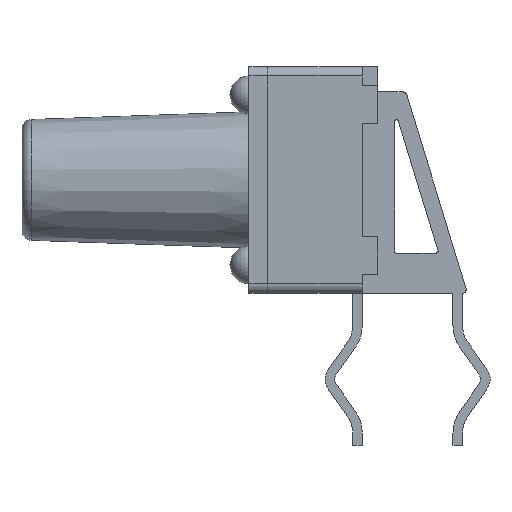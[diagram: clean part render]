
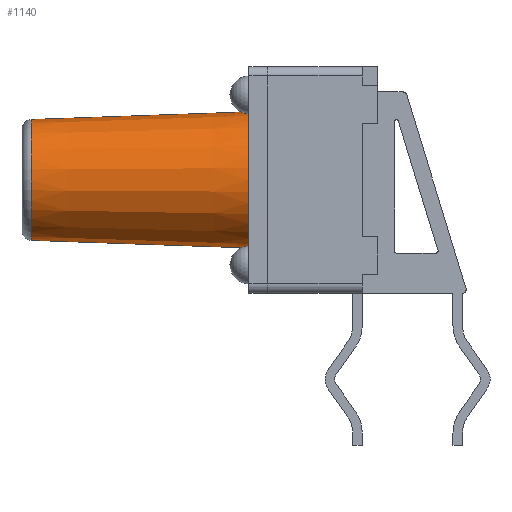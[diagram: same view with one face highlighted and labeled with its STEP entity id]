
A CAD part, left-side view. The second image highlights one B-rep face of the part: STEP entity #1140.
In plain terms, the highlighted conical face has half-angle 2 degrees and reference radius 1.8 mm.
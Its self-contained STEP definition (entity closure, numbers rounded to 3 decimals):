
#115 = DIRECTION ( 'NONE',  ( 0., -0.999, -0.035 ) ) ;
#165 = ORIENTED_EDGE ( 'NONE', *, *, #3566, .T. ) ;
#201 = DIRECTION ( 'NONE',  ( 0., -1., 0. ) ) ;
#463 = VERTEX_POINT ( 'NONE', #7277 ) ;
#891 = DIRECTION ( 'NONE',  ( 0., 0., 1. ) ) ;
#1046 = AXIS2_PLACEMENT_3D ( 'NONE', #4517, #2082, #891 ) ;
#1140 = ADVANCED_FACE ( 'NONE', ( #2209 ), #6293, .T. ) ;
#1171 = DIRECTION ( 'NONE',  ( 0., -0.999, 0.035 ) ) ;
#1236 = LINE ( 'NONE', #7226, #7320 ) ;
#1262 = CARTESIAN_POINT ( 'NONE',  ( 0., 3.4, -1.8 ) ) ;
#1283 = EDGE_CURVE ( 'NONE', #463, #7595, #4961, .T. ) ;
#1556 = AXIS2_PLACEMENT_3D ( 'NONE', #1848, #6094, #2446 ) ;
#1848 = CARTESIAN_POINT ( 'NONE',  ( 0., 3.4, 0. ) ) ;
#2082 = DIRECTION ( 'NONE',  ( 0., -1., 0. ) ) ;
#2209 = FACE_OUTER_BOUND ( 'NONE', #6194, .T. ) ;
#2217 = VERTEX_POINT ( 'NONE', #1262 ) ;
#2446 = DIRECTION ( 'NONE',  ( 0., 0., -1. ) ) ;
#2796 = CIRCLE ( 'NONE', #1556, 1.8 ) ;
#3566 = EDGE_CURVE ( 'NONE', #7595, #2217, #4218, .T. ) ;
#3789 = CARTESIAN_POINT ( 'NONE',  ( 0., 3.4, -1.8 ) ) ;
#3855 = CARTESIAN_POINT ( 'NONE',  ( 0., 9.159, 0. ) ) ;
#3874 = CARTESIAN_POINT ( 'NONE',  ( 0., 9.159, -1.599 ) ) ;
#3926 = ORIENTED_EDGE ( 'NONE', *, *, #5456, .T. ) ;
#4218 = LINE ( 'NONE', #3789, #7463 ) ;
#4453 = DIRECTION ( 'NONE',  ( 0., 0., -1. ) ) ;
#4517 = CARTESIAN_POINT ( 'NONE',  ( 0., 3.4, 0. ) ) ;
#4960 = VERTEX_POINT ( 'NONE', #7309 ) ;
#4961 = CIRCLE ( 'NONE', #7408, 1.599 ) ;
#5456 = EDGE_CURVE ( 'NONE', #2217, #4960, #2796, .T. ) ;
#6094 = DIRECTION ( 'NONE',  ( 0., 1., 0. ) ) ;
#6194 = EDGE_LOOP ( 'NONE', ( #7352, #165, #3926, #7238 ) ) ;
#6293 = CONICAL_SURFACE ( 'NONE', #1046, 1.8, 0.035 ) ;
#7226 = CARTESIAN_POINT ( 'NONE',  ( 0., 3.4, 1.8 ) ) ;
#7238 = ORIENTED_EDGE ( 'NONE', *, *, #7336, .F. ) ;
#7277 = CARTESIAN_POINT ( 'NONE',  ( 0., 9.159, 1.599 ) ) ;
#7309 = CARTESIAN_POINT ( 'NONE',  ( 0., 3.4, 1.8 ) ) ;
#7320 = VECTOR ( 'NONE', #1171, 1000. ) ;
#7336 = EDGE_CURVE ( 'NONE', #463, #4960, #1236, .T. ) ;
#7352 = ORIENTED_EDGE ( 'NONE', *, *, #1283, .T. ) ;
#7408 = AXIS2_PLACEMENT_3D ( 'NONE', #3855, #201, #4453 ) ;
#7463 = VECTOR ( 'NONE', #115, 1000. ) ;
#7595 = VERTEX_POINT ( 'NONE', #3874 ) ;
